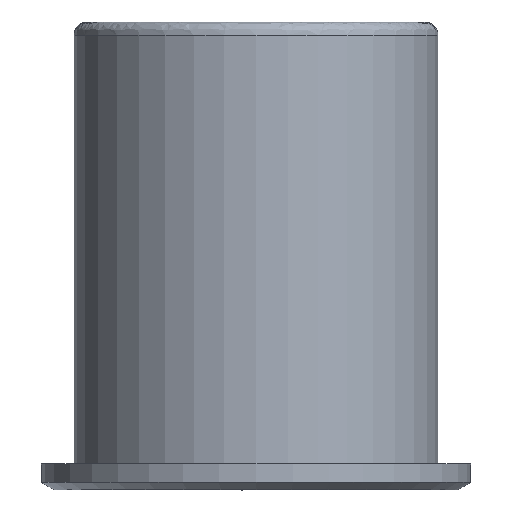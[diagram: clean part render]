
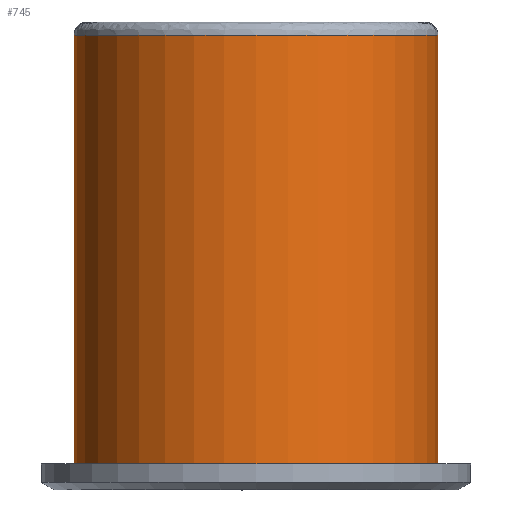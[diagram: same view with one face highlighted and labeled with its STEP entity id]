
A CAD part, left-side view. The second image highlights one B-rep face of the part: STEP entity #745.
In plain terms, the highlighted cylindrical face has radius 7 mm (diameter 14 mm), a partial arc.
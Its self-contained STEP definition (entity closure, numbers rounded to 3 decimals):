
#68 = VERTEX_POINT ( 'NONE', #678 ) ;
#85 = DIRECTION ( 'NONE',  ( 1., 0., 0. ) ) ;
#86 = DIRECTION ( 'NONE',  ( 0., 0., 1. ) ) ;
#90 = VERTEX_POINT ( 'NONE', #679 ) ;
#95 = CARTESIAN_POINT ( 'NONE',  ( 1494.79, 625.086, 1. ) ) ;
#103 = DIRECTION ( 'NONE',  ( 0., 0., 1. ) ) ;
#105 = CARTESIAN_POINT ( 'NONE',  ( 1487.79, 625.086, 1. ) ) ;
#189 = ORIENTED_EDGE ( 'NONE', *, *, #517, .T. ) ;
#277 = AXIS2_PLACEMENT_3D ( 'NONE', #1032, #1036, #1038 ) ;
#312 = AXIS2_PLACEMENT_3D ( 'NONE', #95, #86, #85 ) ;
#405 = CARTESIAN_POINT ( 'NONE',  ( 1501.79, 625.086, 1. ) ) ;
#411 = EDGE_LOOP ( 'NONE', ( #189, #503, #592, #527 ) ) ;
#424 = DIRECTION ( 'NONE',  ( 0., 0., 1. ) ) ;
#443 = VERTEX_POINT ( 'NONE', #545 ) ;
#494 = DIRECTION ( 'NONE',  ( 1., 0., 0. ) ) ;
#496 = DIRECTION ( 'NONE',  ( 0., 0., 1. ) ) ;
#497 = CARTESIAN_POINT ( 'NONE',  ( 1494.79, 625.086, 1. ) ) ;
#503 = ORIENTED_EDGE ( 'NONE', *, *, #737, .T. ) ;
#517 = EDGE_CURVE ( 'NONE', #90, #68, #767, .T. ) ;
#527 = ORIENTED_EDGE ( 'NONE', *, *, #547, .F. ) ;
#545 = CARTESIAN_POINT ( 'NONE',  ( 1501.79, 625.086, 17.5 ) ) ;
#547 = EDGE_CURVE ( 'NONE', #90, #443, #774, .T. ) ;
#592 = ORIENTED_EDGE ( 'NONE', *, *, #844, .T. ) ;
#678 = CARTESIAN_POINT ( 'NONE',  ( 1487.79, 625.086, 1. ) ) ;
#679 = CARTESIAN_POINT ( 'NONE',  ( 1501.79, 625.086, 1. ) ) ;
#737 = EDGE_CURVE ( 'NONE', #68, #1028, #910, .T. ) ;
#745 = ADVANCED_FACE ( 'NONE', ( #932 ), #948, .T. ) ;
#767 = CIRCLE ( 'NONE', #1092, 7. ) ;
#774 = LINE ( 'NONE', #405, #780 ) ;
#780 = VECTOR ( 'NONE', #424, 1000. ) ;
#844 = EDGE_CURVE ( 'NONE', #1028, #443, #1037, .T. ) ;
#910 = LINE ( 'NONE', #105, #914 ) ;
#914 = VECTOR ( 'NONE', #103, 1000. ) ;
#932 = FACE_OUTER_BOUND ( 'NONE', #411, .T. ) ;
#948 = CYLINDRICAL_SURFACE ( 'NONE', #312, 7. ) ;
#977 = CARTESIAN_POINT ( 'NONE',  ( 1487.79, 625.086, 17.5 ) ) ;
#1028 = VERTEX_POINT ( 'NONE', #977 ) ;
#1032 = CARTESIAN_POINT ( 'NONE',  ( 1494.79, 625.086, 17.5 ) ) ;
#1036 = DIRECTION ( 'NONE',  ( 0., 0., -1. ) ) ;
#1037 = CIRCLE ( 'NONE', #277, 7. ) ;
#1038 = DIRECTION ( 'NONE',  ( 1., 0., 0. ) ) ;
#1092 = AXIS2_PLACEMENT_3D ( 'NONE', #497, #496, #494 ) ;
